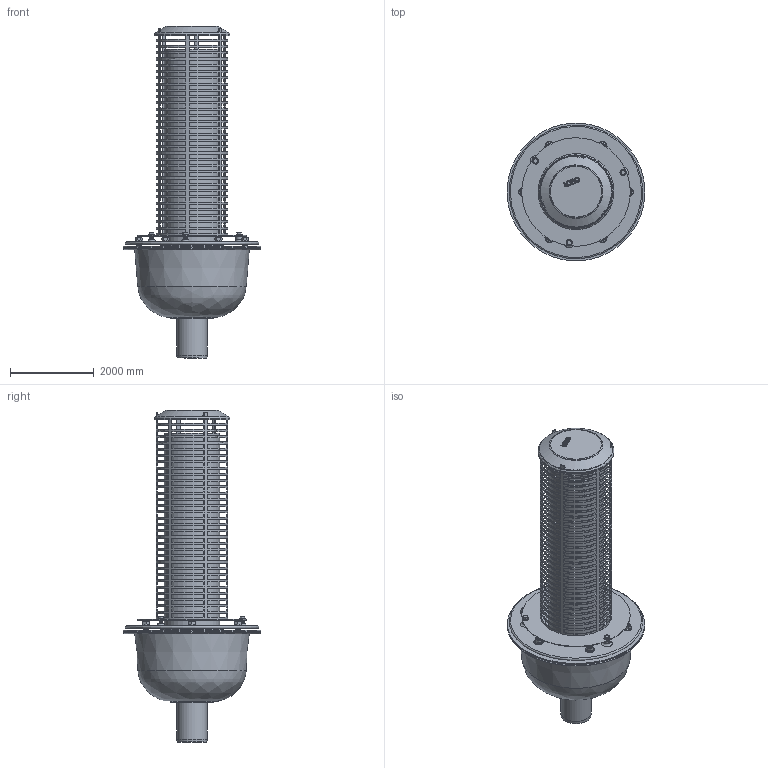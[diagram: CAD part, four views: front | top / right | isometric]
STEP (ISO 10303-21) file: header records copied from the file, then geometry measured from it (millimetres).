
FILE_DESCRIPTION(/* description */ (''),/* implementation_level */ '2;1');
FILE_NAME(/* name */ '19529.070X_3D.stp',/* time_stamp */ '2024-12-12T07:54:47+01:00',/* author */ ('CAD'),/* organization */ (''),/* preprocessor_version */ 'ST-DEVELOPER v20',/* originating_system */ 'AutoCAD Mechanical',/* authorisation */ '');
FILE_SCHEMA (('AUTOMOTIVE_DESIGN { 1 0 10303 214 3 1 1 }'));
Products named in the file (5): Product; *S1; 21905.125X Losflansch DN125; Siebeinheit DN125 19095.000X 14610.125X 19097.000X; Siebeinheit 19095.000X 19097.000X
Assembly tree (4 placements, depth 3):
  Product
    *S1
    21905.125X Losflansch DN125
    Siebeinheit DN125 19095.000X 14610.125X 19097.000X
      Siebeinheit 19095.000X 19097.000X
Bounding box: 3300 x 3300 x 7950.75 mm (x, y, z)
Volume: 7896409516 mm3; surface area: 181054064.9 mm2
Topology: 32 solids, 32 shells, 1770 faces, 4782 edges, 3040 vertices
Faces by surface type: plane 1010, cone 312, cylinder 184, bspline 142, torus 119, sphere 3
Full cylindrical faces by diameter (mm): 60 x6, 68.443 x2, 70 x12, 80 x21, 83.763 x6, 90.3 x2, 140 x6, 160 x6, 706 x1, 730 x3, 805 x2, 1020 x1, 1290 x1, 1330 x2, 1376 x1, 1380 x1, 1383.137 x1, 1406 x3, 1430 x1, 1466 x1, 1470 x1, 1496 x2, 1690 x2, 1720 x1, 1790 x1, 1820 x1, 1900 x1, 2600 x1, 3300 x1
Entity records: 61344 total; most frequent: CARTESIAN_POINT 15578, DIRECTION 9586, ORIENTED_EDGE 9554, EDGE_CURVE 4777, AXIS2_PLACEMENT_3D 3637, VERTEX_POINT 3038, LINE 2312, VECTOR 2312
